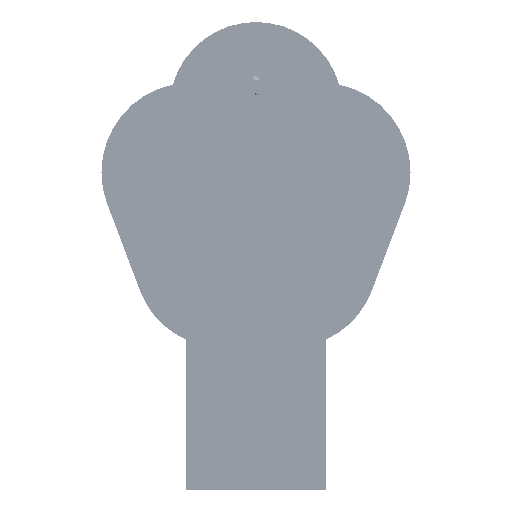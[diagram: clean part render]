
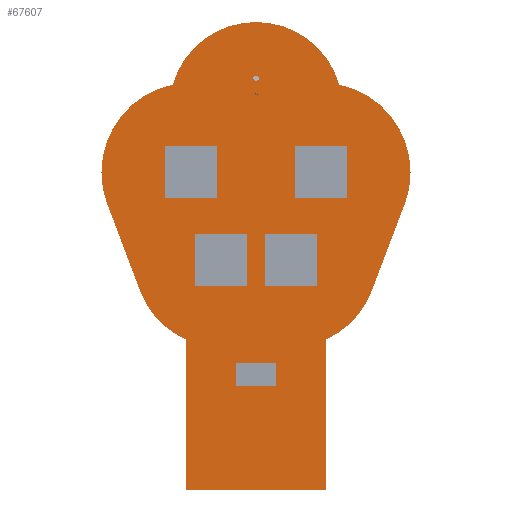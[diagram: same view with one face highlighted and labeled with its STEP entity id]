
A CAD part, front view. The second image highlights one B-rep face of the part: STEP entity #67607.
In plain terms, the highlighted planar face has unit normal (0, -1, 0).
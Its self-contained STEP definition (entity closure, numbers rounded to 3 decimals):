
#61 = AXIS2_PLACEMENT_3D ( 'NONE', #98053, #52487, #6854 ) ;
#212 = VERTEX_POINT ( 'NONE', #95916 ) ;
#290 = VECTOR ( 'NONE', #3877, 1000. ) ;
#337 = CARTESIAN_POINT ( 'NONE',  ( -2574.818, 0., 550.934 ) ) ;
#653 = CARTESIAN_POINT ( 'NONE',  ( 1123.275, 0., 0. ) ) ;
#736 = DIRECTION ( 'NONE',  ( 0., 1., 0. ) ) ;
#1920 = ORIENTED_EDGE ( 'NONE', *, *, #61580, .F. ) ;
#2908 = VECTOR ( 'NONE', #50392, 1000. ) ;
#3137 = VERTEX_POINT ( 'NONE', #50241 ) ;
#3877 = DIRECTION ( 'NONE',  ( 0., 0., -1. ) ) ;
#4405 = CARTESIAN_POINT ( 'NONE',  ( -2675.725, 0., 1. ) ) ;
#5675 = VECTOR ( 'NONE', #82691, 1000. ) ;
#6444 = AXIS2_PLACEMENT_3D ( 'NONE', #10110, #63407, #17777 ) ;
#6818 = FACE_OUTER_BOUND ( 'NONE', #26261, .T. ) ;
#6854 = DIRECTION ( 'NONE',  ( 0., 0., 1. ) ) ;
#8325 = DIRECTION ( 'NONE',  ( 0., 0., 1. ) ) ;
#8361 = CARTESIAN_POINT ( 'NONE',  ( 2572.466, 0., 548.034 ) ) ;
#8463 = CARTESIAN_POINT ( 'NONE',  ( 2572.466, 0., 548.034 ) ) ;
#8555 = EDGE_CURVE ( 'NONE', #3137, #60827, #22941, .T. ) ;
#9917 = ORIENTED_EDGE ( 'NONE', *, *, #36996, .F. ) ;
#10110 = CARTESIAN_POINT ( 'NONE',  ( 1123.275, 0., 1. ) ) ;
#10370 = DIRECTION ( 'NONE',  ( 0., 1., 0. ) ) ;
#10388 = ORIENTED_EDGE ( 'NONE', *, *, #15802, .F. ) ;
#10547 = CARTESIAN_POINT ( 'NONE',  ( -1.725, 0., -1099. ) ) ;
#10597 = VERTEX_POINT ( 'NONE', #39395 ) ;
#11566 = CARTESIAN_POINT ( 'NONE',  ( 2672.275, 0., 1. ) ) ;
#12398 = CARTESIAN_POINT ( 'NONE',  ( -1215., 0., 0. ) ) ;
#13281 = AXIS2_PLACEMENT_3D ( 'NONE', #653, #53987, #8325 ) ;
#15594 = CARTESIAN_POINT ( 'NONE',  ( -1126.725, 0., 1. ) ) ;
#15802 = EDGE_CURVE ( 'NONE', #21366, #212, #30748, .T. ) ;
#16104 = DIRECTION ( 'NONE',  ( 0.353, 0., -0.936 ) ) ;
#16933 = VERTEX_POINT ( 'NONE', #85501 ) ;
#17074 = EDGE_CURVE ( 'NONE', #68728, #56716, #38865, .T. ) ;
#17777 = DIRECTION ( 'NONE',  ( 0., 0., -1. ) ) ;
#18186 = DIRECTION ( 'NONE',  ( 0., 0., 1. ) ) ;
#20575 = CARTESIAN_POINT ( 'NONE',  ( -1.725, 0., -2599. ) ) ;
#21366 = VERTEX_POINT ( 'NONE', #41094 ) ;
#22941 = LINE ( 'NONE', #11566, #290 ) ;
#23260 = DIRECTION ( 'NONE',  ( 0., 0., -1. ) ) ;
#23947 = ORIENTED_EDGE ( 'NONE', *, *, #60859, .F. ) ;
#24608 = EDGE_CURVE ( 'NONE', #39326, #67184, #44273, .T. ) ;
#25403 = CARTESIAN_POINT ( 'NONE',  ( 600., 0., 1526. ) ) ;
#25694 = CARTESIAN_POINT ( 'NONE',  ( -2574.818, 0., 550.934 ) ) ;
#26261 = EDGE_LOOP ( 'NONE', ( #75945, #31631, #23947, #80062, #50668, #10388, #59843, #32188, #9917, #48501, #62167, #1920, #53686, #98491, #33918 ) ) ;
#28032 = AXIS2_PLACEMENT_3D ( 'NONE', #10547, #63840, #18186 ) ;
#28496 = CARTESIAN_POINT ( 'NONE',  ( -1126.725, 0., 0. ) ) ;
#28870 = EDGE_CURVE ( 'NONE', #212, #16933, #48301, .T. ) ;
#30705 = CARTESIAN_POINT ( 'NONE',  ( -1000., 0., 5498.785 ) ) ;
#30748 = LINE ( 'NONE', #44702, #5675 ) ;
#31631 = ORIENTED_EDGE ( 'NONE', *, *, #8555, .F. ) ;
#32188 = ORIENTED_EDGE ( 'NONE', *, *, #96468, .T. ) ;
#32373 = AXIS2_PLACEMENT_3D ( 'NONE', #56036, #10370, #63668 ) ;
#33092 = DIRECTION ( 'NONE',  ( 0., 0., 1. ) ) ;
#33918 = ORIENTED_EDGE ( 'NONE', *, *, #17074, .F. ) ;
#34495 = CIRCLE ( 'NONE', #6444, 1549. ) ;
#35986 = EDGE_CURVE ( 'NONE', #77510, #54653, #98013, .T. ) ;
#36164 = DIRECTION ( 'NONE',  ( 0., 0., 1. ) ) ;
#36996 = EDGE_CURVE ( 'NONE', #56463, #69545, #62122, .T. ) ;
#38865 = CIRCLE ( 'NONE', #28032, 1500. ) ;
#39326 = VERTEX_POINT ( 'NONE', #58043 ) ;
#39395 = CARTESIAN_POINT ( 'NONE',  ( -1215., 0., 5498.785 ) ) ;
#39777 = LINE ( 'NONE', #30705, #77867 ) ;
#40496 = LINE ( 'NONE', #25694, #80985 ) ;
#41094 = CARTESIAN_POINT ( 'NONE',  ( 1215., 0., 5498.785 ) ) ;
#44273 = CIRCLE ( 'NONE', #95628, 1549. ) ;
#44702 = CARTESIAN_POINT ( 'NONE',  ( 1215., 0., 0. ) ) ;
#46355 = CARTESIAN_POINT ( 'NONE',  ( -600., 0., 1526. ) ) ;
#47857 = EDGE_CURVE ( 'NONE', #16933, #94618, #50417, .T. ) ;
#47984 = VECTOR ( 'NONE', #16104, 1000. ) ;
#48301 = CIRCLE ( 'NONE', #80606, 1500. ) ;
#48501 = ORIENTED_EDGE ( 'NONE', *, *, #73776, .F. ) ;
#48757 = DIRECTION ( 'NONE',  ( 0., 0., 1. ) ) ;
#50241 = CARTESIAN_POINT ( 'NONE',  ( 2672.275, 0., 1. ) ) ;
#50392 = DIRECTION ( 'NONE',  ( 0., 0., -1. ) ) ;
#50417 = LINE ( 'NONE', #8463, #47984 ) ;
#50668 = ORIENTED_EDGE ( 'NONE', *, *, #28870, .F. ) ;
#52487 = DIRECTION ( 'NONE',  ( 0., 1., 0. ) ) ;
#53686 = ORIENTED_EDGE ( 'NONE', *, *, #24608, .F. ) ;
#53987 = DIRECTION ( 'NONE',  ( 0., 1., 0. ) ) ;
#54063 = DIRECTION ( 'NONE',  ( 0., 0., 1. ) ) ;
#54653 = VERTEX_POINT ( 'NONE', #337 ) ;
#54983 = AXIS2_PLACEMENT_3D ( 'NONE', #15594, #68891, #23260 ) ;
#56036 = CARTESIAN_POINT ( 'NONE',  ( -1.725, 0., -1099. ) ) ;
#56463 = VERTEX_POINT ( 'NONE', #67973 ) ;
#56716 = VERTEX_POINT ( 'NONE', #20575 ) ;
#57609 = AXIS2_PLACEMENT_3D ( 'NONE', #46355, #736, #54063 ) ;
#58043 = CARTESIAN_POINT ( 'NONE',  ( -1442.458, 0., -1516.481 ) ) ;
#59547 = CIRCLE ( 'NONE', #32373, 1500. ) ;
#59670 = CARTESIAN_POINT ( 'NONE',  ( 1439.007, 0., -1516.481 ) ) ;
#59843 = ORIENTED_EDGE ( 'NONE', *, *, #97162, .F. ) ;
#60827 = VERTEX_POINT ( 'NONE', #85393 ) ;
#60859 = EDGE_CURVE ( 'NONE', #94618, #3137, #34495, .T. ) ;
#61580 = EDGE_CURVE ( 'NONE', #67184, #77510, #84373, .T. ) ;
#62122 = CIRCLE ( 'NONE', #57609, 1500. ) ;
#62167 = ORIENTED_EDGE ( 'NONE', *, *, #35986, .F. ) ;
#63407 = DIRECTION ( 'NONE',  ( 0., 1., 0. ) ) ;
#63668 = DIRECTION ( 'NONE',  ( 0., 0., 1. ) ) ;
#63747 = LINE ( 'NONE', #12398, #2908 ) ;
#63840 = DIRECTION ( 'NONE',  ( 0., 1., 0. ) ) ;
#64118 = VECTOR ( 'NONE', #48757, 1000. ) ;
#67184 = VERTEX_POINT ( 'NONE', #93913 ) ;
#67201 = CARTESIAN_POINT ( 'NONE',  ( -1215., 0., 2894.128 ) ) ;
#67607 = ADVANCED_FACE ( 'NONE', ( #6818 ), #68951, .F. ) ;
#67973 = CARTESIAN_POINT ( 'NONE',  ( -2002.817, 0., 2057.134 ) ) ;
#68728 = VERTEX_POINT ( 'NONE', #59670 ) ;
#68891 = DIRECTION ( 'NONE',  ( 0., 1., 0. ) ) ;
#68951 = PLANE ( 'NONE',  #13281 ) ;
#69545 = VERTEX_POINT ( 'NONE', #67201 ) ;
#71413 = CARTESIAN_POINT ( 'NONE',  ( -2675.725, 0., 1. ) ) ;
#73776 = EDGE_CURVE ( 'NONE', #54653, #56463, #40496, .T. ) ;
#75945 = ORIENTED_EDGE ( 'NONE', *, *, #83781, .F. ) ;
#77510 = VERTEX_POINT ( 'NONE', #4405 ) ;
#77867 = VECTOR ( 'NONE', #83942, 1000. ) ;
#78397 = CIRCLE ( 'NONE', #61, 1549. ) ;
#78690 = DIRECTION ( 'NONE',  ( 0., 1., 0. ) ) ;
#78966 = DIRECTION ( 'NONE',  ( 0.355, 0., 0.935 ) ) ;
#80062 = ORIENTED_EDGE ( 'NONE', *, *, #47857, .F. ) ;
#80606 = AXIS2_PLACEMENT_3D ( 'NONE', #25403, #78690, #33092 ) ;
#80985 = VECTOR ( 'NONE', #78966, 1000. ) ;
#81740 = DIRECTION ( 'NONE',  ( 0., 1., 0. ) ) ;
#82691 = DIRECTION ( 'NONE',  ( 0., 0., -1. ) ) ;
#83781 = EDGE_CURVE ( 'NONE', #60827, #68728, #78397, .T. ) ;
#83942 = DIRECTION ( 'NONE',  ( 1., 0., 0. ) ) ;
#84373 = LINE ( 'NONE', #71413, #64118 ) ;
#85393 = CARTESIAN_POINT ( 'NONE',  ( 2672.275, 0., 0. ) ) ;
#85501 = CARTESIAN_POINT ( 'NONE',  ( 2003.349, 0., 2055.729 ) ) ;
#88600 = EDGE_CURVE ( 'NONE', #56716, #39326, #59547, .T. ) ;
#93913 = CARTESIAN_POINT ( 'NONE',  ( -2675.725, 0., 0. ) ) ;
#94618 = VERTEX_POINT ( 'NONE', #8361 ) ;
#95628 = AXIS2_PLACEMENT_3D ( 'NONE', #28496, #81740, #36164 ) ;
#95916 = CARTESIAN_POINT ( 'NONE',  ( 1215., 0., 2894.128 ) ) ;
#96468 = EDGE_CURVE ( 'NONE', #10597, #69545, #63747, .T. ) ;
#97162 = EDGE_CURVE ( 'NONE', #10597, #21366, #39777, .T. ) ;
#98013 = CIRCLE ( 'NONE', #54983, 1549. ) ;
#98053 = CARTESIAN_POINT ( 'NONE',  ( 1123.275, 0., 0. ) ) ;
#98491 = ORIENTED_EDGE ( 'NONE', *, *, #88600, .F. ) ;
